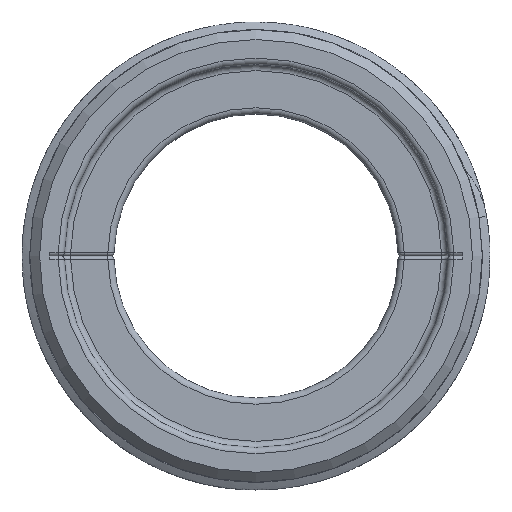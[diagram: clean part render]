
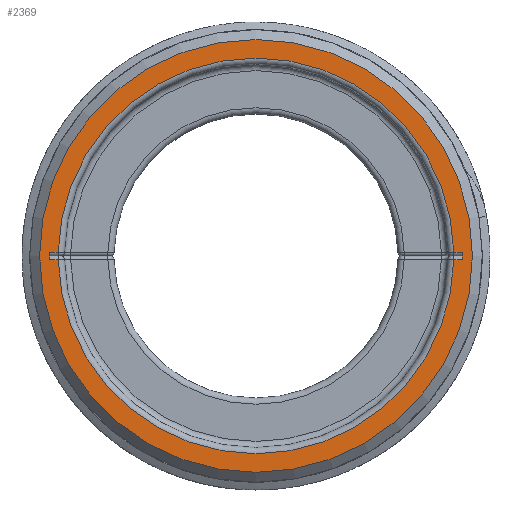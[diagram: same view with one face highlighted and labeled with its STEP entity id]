
A CAD part, top view. The second image highlights one B-rep face of the part: STEP entity #2369.
In plain terms, the highlighted planar face has unit normal (0, 0, 1).
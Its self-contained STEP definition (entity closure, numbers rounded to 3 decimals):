
#577=PLANE('',#7417);
#1233=LINE('',#11055,#1699);
#1234=LINE('',#11059,#1700);
#1235=LINE('',#11063,#1701);
#1236=LINE('',#11067,#1702);
#1699=VECTOR('',#8172,1.);
#1700=VECTOR('',#8175,1.);
#1701=VECTOR('',#8178,1.);
#1702=VECTOR('',#8181,1.);
#2369=ADVANCED_FACE('',(#2810,#2811),#577,.F.);
#2810=FACE_BOUND('',#2874,.T.);
#2811=FACE_BOUND('',#2875,.T.);
#2874=EDGE_LOOP('',(#3473));
#2875=EDGE_LOOP('',(#3474,#3475,#3476,#3477,#3478,#3479,#3480,#3481));
#3473=ORIENTED_EDGE('',*,*,#6257,.T.);
#3474=ORIENTED_EDGE('',*,*,#6258,.F.);
#3475=ORIENTED_EDGE('',*,*,#6259,.T.);
#3476=ORIENTED_EDGE('',*,*,#6260,.T.);
#3477=ORIENTED_EDGE('',*,*,#6261,.T.);
#3478=ORIENTED_EDGE('',*,*,#6262,.F.);
#3479=ORIENTED_EDGE('',*,*,#6263,.T.);
#3480=ORIENTED_EDGE('',*,*,#6264,.T.);
#3481=ORIENTED_EDGE('',*,*,#6265,.T.);
#5577=VERTEX_POINT('',#11051);
#5578=VERTEX_POINT('',#11053);
#5579=VERTEX_POINT('',#11054);
#5580=VERTEX_POINT('',#11056);
#5581=VERTEX_POINT('',#11058);
#5582=VERTEX_POINT('',#11060);
#5583=VERTEX_POINT('',#11062);
#5584=VERTEX_POINT('',#11064);
#5585=VERTEX_POINT('',#11066);
#6257=EDGE_CURVE('',#5577,#5577,#7187,.T.);
#6258=EDGE_CURVE('',#5578,#5579,#7188,.T.);
#6259=EDGE_CURVE('',#5578,#5580,#1233,.T.);
#6260=EDGE_CURVE('',#5580,#5581,#7189,.T.);
#6261=EDGE_CURVE('',#5581,#5582,#1234,.T.);
#6262=EDGE_CURVE('',#5583,#5582,#7190,.T.);
#6263=EDGE_CURVE('',#5583,#5584,#1235,.T.);
#6264=EDGE_CURVE('',#5584,#5585,#7191,.T.);
#6265=EDGE_CURVE('',#5585,#5579,#1236,.T.);
#7187=CIRCLE('',#7412,17.45);
#7188=CIRCLE('',#7413,16.65);
#7189=CIRCLE('',#7414,15.95);
#7190=CIRCLE('',#7415,16.65);
#7191=CIRCLE('',#7416,15.95);
#7412=AXIS2_PLACEMENT_3D('',#11050,#8168,#8169);
#7413=AXIS2_PLACEMENT_3D('',#11052,#8170,#8171);
#7414=AXIS2_PLACEMENT_3D('',#11057,#8173,#8174);
#7415=AXIS2_PLACEMENT_3D('',#11061,#8176,#8177);
#7416=AXIS2_PLACEMENT_3D('',#11065,#8179,#8180);
#7417=AXIS2_PLACEMENT_3D('',#11068,#8182,#8183);
#8168=DIRECTION('',(0.,0.,1.));
#8169=DIRECTION('',(-1.,0.,0.));
#8170=DIRECTION('',(0.,0.,1.));
#8171=DIRECTION('',(-1.,0.,0.));
#8172=DIRECTION('',(1.,0.,0.));
#8173=DIRECTION('',(0.,0.,-1.));
#8174=DIRECTION('',(0.,-1.,0.));
#8175=DIRECTION('',(1.,0.,0.));
#8176=DIRECTION('',(0.,0.,1.));
#8177=DIRECTION('',(-1.,0.,0.));
#8178=DIRECTION('',(-1.,0.,0.));
#8179=DIRECTION('',(0.,0.,-1.));
#8180=DIRECTION('',(0.,-1.,0.));
#8181=DIRECTION('',(-1.,0.,0.));
#8182=DIRECTION('',(0.,0.,-1.));
#8183=DIRECTION('',(0.,-1.,0.));
#11050=CARTESIAN_POINT('',(0.,0.,7.3));
#11051=CARTESIAN_POINT('',(-17.45,0.,7.3));
#11052=CARTESIAN_POINT('',(0.,0.,7.3));
#11053=CARTESIAN_POINT('',(-16.647,0.3,7.3));
#11054=CARTESIAN_POINT('',(-16.647,-0.3,7.3));
#11055=CARTESIAN_POINT('',(0.,0.3,7.3));
#11056=CARTESIAN_POINT('',(-15.947,0.3,7.3));
#11057=CARTESIAN_POINT('',(0.,0.,7.3));
#11058=CARTESIAN_POINT('',(15.947,0.3,7.3));
#11059=CARTESIAN_POINT('',(0.,0.3,7.3));
#11060=CARTESIAN_POINT('',(16.647,0.3,7.3));
#11061=CARTESIAN_POINT('',(0.,0.,7.3));
#11062=CARTESIAN_POINT('',(16.647,-0.3,7.3));
#11063=CARTESIAN_POINT('',(15.95,-0.3,7.3));
#11064=CARTESIAN_POINT('',(15.947,-0.3,7.3));
#11065=CARTESIAN_POINT('',(0.,0.,7.3));
#11066=CARTESIAN_POINT('',(-15.947,-0.3,7.3));
#11067=CARTESIAN_POINT('',(-17.45,-0.3,7.3));
#11068=CARTESIAN_POINT('',(0.,0.,7.3));
